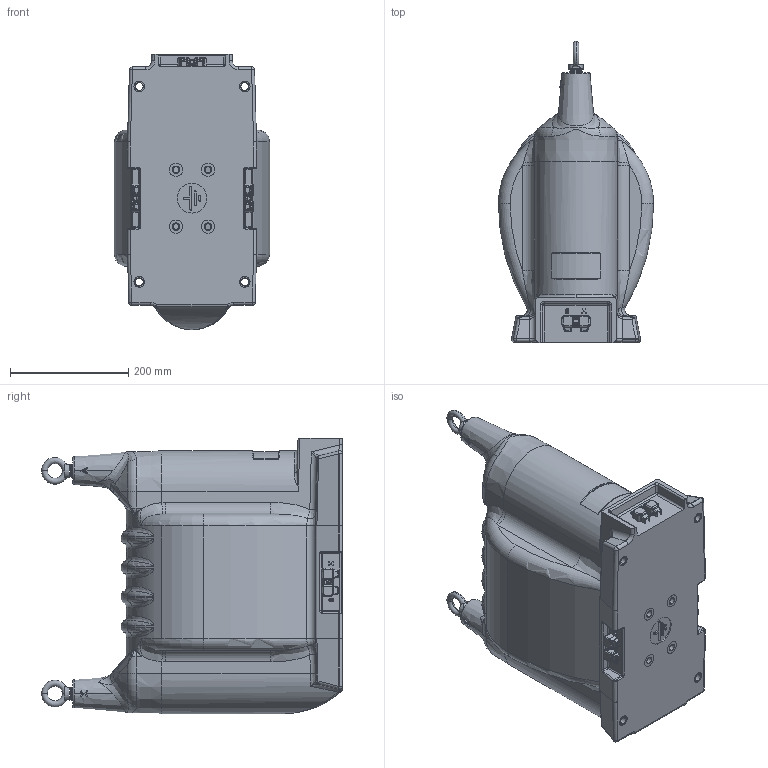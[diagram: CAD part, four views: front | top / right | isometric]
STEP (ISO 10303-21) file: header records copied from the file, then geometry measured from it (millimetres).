
FILE_DESCRIPTION (( 'STEP AP203' ), '1' );
FILE_NAME ('ﾍﾎﾋ-20(35).STEP', '2018-01-17T05:00:35', ( '' ), ( '' ), 'SwSTEP 2.0', 'SolidWorks 2010', '' );
FILE_SCHEMA (( 'CONFIG_CONTROL_DESIGN' ));
Length unit declared in the file: millimetre
Products named in the file (1): ﾍﾎﾋ-20(35)
Bounding box: 262 x 508 x 465.01 mm (x, y, z)
Surface area: 660099 mm2 (no closed solid volume)
Topology: 0 solids, 48 shells, 922 faces, 2759 edges, 1802 vertices
Faces by surface type: bspline 296, cylinder 240, plane 200, cone 74, torus 68, sphere 44
Entity records: 45686 total; most frequent: CARTESIAN_POINT 24099, ORIENTED_EDGE 4588, DIRECTION 3987, EDGE_CURVE 2721, VERTEX_POINT 1802, AXIS2_PLACEMENT_3D 1569, EDGE_LOOP 985, CIRCLE 942
